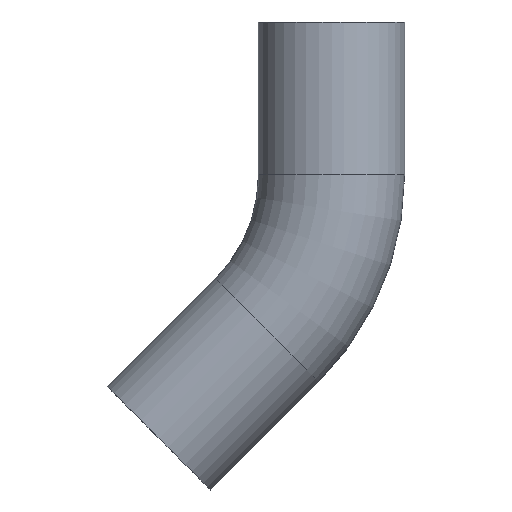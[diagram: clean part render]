
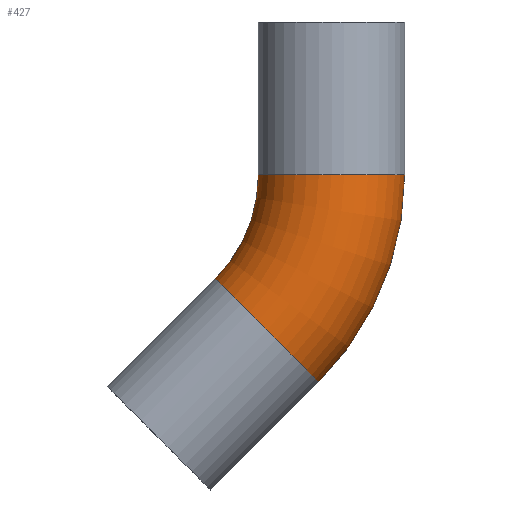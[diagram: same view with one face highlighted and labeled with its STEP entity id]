
A CAD part, front view. The second image highlights one B-rep face of the part: STEP entity #427.
In plain terms, the highlighted toroidal (fillet/blend) face has major radius 57.2 mm and minor radius 19.05 mm.
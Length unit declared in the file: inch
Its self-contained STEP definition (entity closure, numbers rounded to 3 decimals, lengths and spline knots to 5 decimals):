
#7 = DIRECTION ( 'NONE',  ( 0., 0., -1. ) ) ;
#12 = VERTEX_POINT ( 'NONE', #319 ) ;
#26 = EDGE_CURVE ( 'NONE', #12, #181, #169, .T. ) ;
#29 = TOROIDAL_SURFACE ( 'NONE', #243, 2.25197, 0.75 ) ;
#32 = DIRECTION ( 'NONE',  ( -0.707, 0., 0.707 ) ) ;
#40 = EDGE_CURVE ( 'NONE', #181, #364, #352, .T. ) ;
#45 = DIRECTION ( 'NONE',  ( 0., 0., -1. ) ) ;
#62 = CARTESIAN_POINT ( 'NONE',  ( 1.59238, 0., -1.59238 ) ) ;
#69 = FACE_OUTER_BOUND ( 'NONE', #111, .T. ) ;
#75 = CARTESIAN_POINT ( 'NONE',  ( 3.00197, 0., 0. ) ) ;
#83 = CARTESIAN_POINT ( 'NONE',  ( 0., 0., 0. ) ) ;
#87 = ORIENTED_EDGE ( 'NONE', *, *, #406, .T. ) ;
#91 = AXIS2_PLACEMENT_3D ( 'NONE', #142, #341, #7 ) ;
#107 = DIRECTION ( 'NONE',  ( 0., -1., 0. ) ) ;
#111 = EDGE_LOOP ( 'NONE', ( #298, #87, #393, #331 ) ) ;
#127 = CIRCLE ( 'NONE', #419, 3.00197 ) ;
#128 = EDGE_CURVE ( 'NONE', #324, #12, #289, .T. ) ;
#142 = CARTESIAN_POINT ( 'NONE',  ( 0., 0., 0. ) ) ;
#169 = CIRCLE ( 'NONE', #91, 1.50197 ) ;
#181 = VERTEX_POINT ( 'NONE', #186 ) ;
#186 = CARTESIAN_POINT ( 'NONE',  ( 1.50197, 0., 0. ) ) ;
#195 = CARTESIAN_POINT ( 'NONE',  ( 2.25197, 0., 0. ) ) ;
#200 = DIRECTION ( 'NONE',  ( 0., -1., 0. ) ) ;
#210 = DIRECTION ( 'NONE',  ( 1., 0., 0. ) ) ;
#217 = AXIS2_PLACEMENT_3D ( 'NONE', #195, #293, #210 ) ;
#243 = AXIS2_PLACEMENT_3D ( 'NONE', #83, #200, #45 ) ;
#264 = AXIS2_PLACEMENT_3D ( 'NONE', #62, #334, #32 ) ;
#284 = DIRECTION ( 'NONE',  ( 0., 0., -1. ) ) ;
#289 = CIRCLE ( 'NONE', #264, 0.75 ) ;
#293 = DIRECTION ( 'NONE',  ( 0., 0., 1. ) ) ;
#298 = ORIENTED_EDGE ( 'NONE', *, *, #128, .F. ) ;
#313 = CARTESIAN_POINT ( 'NONE',  ( 0., 0., 0. ) ) ;
#319 = CARTESIAN_POINT ( 'NONE',  ( 1.06205, 0., -1.06205 ) ) ;
#324 = VERTEX_POINT ( 'NONE', #404 ) ;
#331 = ORIENTED_EDGE ( 'NONE', *, *, #26, .F. ) ;
#334 = DIRECTION ( 'NONE',  ( -0.707, 0., -0.707 ) ) ;
#341 = DIRECTION ( 'NONE',  ( 0., -1., 0. ) ) ;
#352 = CIRCLE ( 'NONE', #217, 0.75 ) ;
#364 = VERTEX_POINT ( 'NONE', #75 ) ;
#393 = ORIENTED_EDGE ( 'NONE', *, *, #40, .F. ) ;
#404 = CARTESIAN_POINT ( 'NONE',  ( 2.12271, 0., -2.12271 ) ) ;
#406 = EDGE_CURVE ( 'NONE', #324, #364, #127, .T. ) ;
#419 = AXIS2_PLACEMENT_3D ( 'NONE', #313, #107, #284 ) ;
#427 = ADVANCED_FACE ( 'NONE', ( #69 ), #29, .T. ) ;
